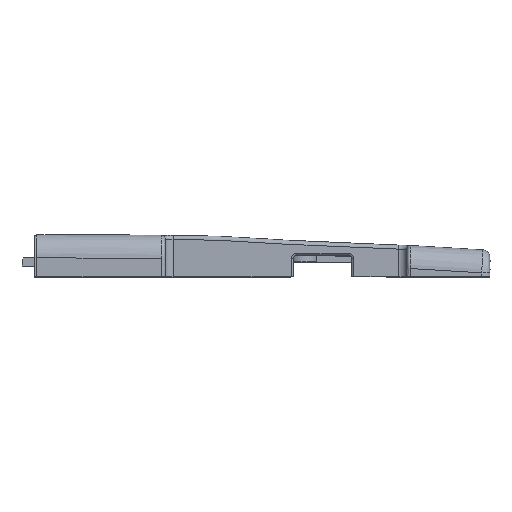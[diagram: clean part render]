
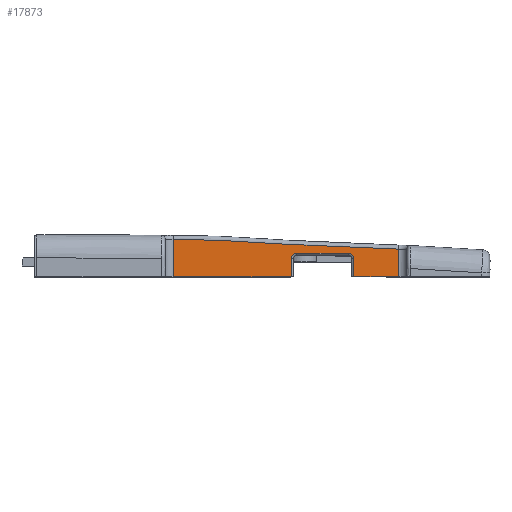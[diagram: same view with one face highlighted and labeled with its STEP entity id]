
A CAD part, top view. The second image highlights one B-rep face of the part: STEP entity #17873.
In plain terms, the highlighted planar face has unit normal (0, 0, 1).
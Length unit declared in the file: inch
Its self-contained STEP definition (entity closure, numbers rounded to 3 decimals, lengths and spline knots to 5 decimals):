
#219 = AXIS2_PLACEMENT_3D ( 'NONE', #26740, #26467, #16204 ) ;
#318 = VECTOR ( 'NONE', #16745, 39.37008 ) ;
#821 = CARTESIAN_POINT ( 'NONE',  ( 0.54907, 0.62321, 0.493 ) ) ;
#884 = CARTESIAN_POINT ( 'NONE',  ( -0.765, 0.405, 0.493 ) ) ;
#921 = CARTESIAN_POINT ( 'NONE',  ( 0.13406, 0.64156, 0.493 ) ) ;
#989 = LINE ( 'NONE', #1695, #318 ) ;
#1126 = CARTESIAN_POINT ( 'NONE',  ( 0.895, 0.405, 0.493 ) ) ;
#1231 = CARTESIAN_POINT ( 'NONE',  ( 0.105, 0.54, 0.493 ) ) ;
#1526 = CARTESIAN_POINT ( 'NONE',  ( 0.525, 0.58, 0.493 ) ) ;
#1695 = CARTESIAN_POINT ( 'NONE',  ( 0.525, 0.58, 0.493 ) ) ;
#1966 = LINE ( 'NONE', #22909, #23853 ) ;
#3034 = CARTESIAN_POINT ( 'NONE',  ( -0.41888, 0.67455, 0.493 ) ) ;
#3130 = CARTESIAN_POINT ( 'NONE',  ( -0.2115, 0.66278, 0.493 ) ) ;
#3231 = CARTESIAN_POINT ( 'NONE',  ( 0.75661, 0.6147, 0.493 ) ) ;
#3316 = CARTESIAN_POINT ( 'NONE',  ( 0.565, 0.405, 0.493 ) ) ;
#3512 = ORIENTED_EDGE ( 'NONE', *, *, #25620, .T. ) ;
#3703 = DIRECTION ( 'NONE',  ( 1., 0., 0. ) ) ;
#4131 = ORIENTED_EDGE ( 'NONE', *, *, #24733, .T. ) ;
#4165 = EDGE_CURVE ( 'NONE', #21019, #7129, #14141, .T. ) ;
#4470 = VERTEX_POINT ( 'NONE', #20559 ) ;
#4619 = ORIENTED_EDGE ( 'NONE', *, *, #14929, .T. ) ;
#4703 = CIRCLE ( 'NONE', #25227, 0.04 ) ;
#4955 = CARTESIAN_POINT ( 'NONE',  ( -0.17694, 0.66074, 0.493 ) ) ;
#5054 = CARTESIAN_POINT ( 'NONE',  ( -0.28062, 0.6669, 0.493 ) ) ;
#5151 = CARTESIAN_POINT ( 'NONE',  ( 0.41069, 0.62836, 0.493 ) ) ;
#5249 = CARTESIAN_POINT ( 'NONE',  ( -0.07326, 0.6546, 0.493 ) ) ;
#5293 = CARTESIAN_POINT ( 'NONE',  ( -0.765, 0.68008, 0.493 ) ) ;
#6031 = VECTOR ( 'NONE', #18906, 39.37008 ) ;
#6366 = CARTESIAN_POINT ( 'NONE',  ( 0.565, 0.405, 0.493 ) ) ;
#6566 = LINE ( 'NONE', #20180, #18502 ) ;
#7129 = VERTEX_POINT ( 'NONE', #1231 ) ;
#7426 = ORIENTED_EDGE ( 'NONE', *, *, #9991, .T. ) ;
#7852 = ORIENTED_EDGE ( 'NONE', *, *, #12130, .T. ) ;
#8027 = LINE ( 'NONE', #8247, #6031 ) ;
#8247 = CARTESIAN_POINT ( 'NONE',  ( -0.825, 0.405, 0.493 ) ) ;
#9371 = CIRCLE ( 'NONE', #27019, 0.04 ) ;
#9396 = DIRECTION ( 'NONE',  ( 1., 0., 0. ) ) ;
#9576 = CARTESIAN_POINT ( 'NONE',  ( 0.895, 0.60963, 0.493 ) ) ;
#9734 = EDGE_LOOP ( 'NONE', ( #7426, #15418, #15097, #3512, #17239, #4619, #7852, #11674, #23786, #4131 ) ) ;
#9991 = EDGE_CURVE ( 'NONE', #12120, #4470, #9371, .T. ) ;
#10234 = CARTESIAN_POINT ( 'NONE',  ( 0.525, 0.54, 0.493 ) ) ;
#11313 = CARTESIAN_POINT ( 'NONE',  ( 0.34149, 0.63071, 0.493 ) ) ;
#11353 = CARTESIAN_POINT ( 'NONE',  ( 0.105, 0.54, 0.493 ) ) ;
#11674 = ORIENTED_EDGE ( 'NONE', *, *, #4165, .T. ) ;
#12106 = B_SPLINE_CURVE_WITH_KNOTS ( 'NONE', 3,
 ( #26319, #17736, #3231, #15964, #821, #5151, #11313, #26600, #921, #15875, #5249, #4955, #3130, #5054, #15692, #3034, #13632, #17923, #13819, #26224, #17826 ),
 .UNSPECIFIED., .F., .F.,
 ( 4, 2, 2, 2, 2, 2, 2, 1, 2, 2, 4 ),
 ( 0., 0.00528, 0.01055, 0.01583, 0.0211, 0.02638, 0.02902, 0.03165, 0.03429, 0.03693, 0.04221 ),
 .UNSPECIFIED. ) ;
#12120 = VERTEX_POINT ( 'NONE', #1526 ) ;
#12130 = EDGE_CURVE ( 'NONE', #26432, #21019, #8027, .T. ) ;
#13028 = VERTEX_POINT ( 'NONE', #1126 ) ;
#13561 = DIRECTION ( 'NONE',  ( 0., 1., 0. ) ) ;
#13632 = CARTESIAN_POINT ( 'NONE',  ( -0.48805, 0.67729, 0.493 ) ) ;
#13819 = CARTESIAN_POINT ( 'NONE',  ( -0.62648, 0.67989, 0.493 ) ) ;
#14075 = EDGE_CURVE ( 'NONE', #7129, #16441, #4703, .T. ) ;
#14141 = LINE ( 'NONE', #11353, #19497 ) ;
#14752 = CARTESIAN_POINT ( 'NONE',  ( -0.765, 0.405, 0.493 ) ) ;
#14929 = EDGE_CURVE ( 'NONE', #19451, #26432, #24944, .T. ) ;
#15097 = ORIENTED_EDGE ( 'NONE', *, *, #24782, .T. ) ;
#15274 = DIRECTION ( 'NONE',  ( 0., -1., 0. ) ) ;
#15418 = ORIENTED_EDGE ( 'NONE', *, *, #20335, .T. ) ;
#15692 = CARTESIAN_POINT ( 'NONE',  ( -0.34974, 0.67107, 0.493 ) ) ;
#15875 = CARTESIAN_POINT ( 'NONE',  ( -0.00415, 0.65036, 0.493 ) ) ;
#15964 = CARTESIAN_POINT ( 'NONE',  ( 0.61825, 0.62028, 0.493 ) ) ;
#16157 = EDGE_CURVE ( 'NONE', #16445, #19451, #12106, .T. ) ;
#16204 = DIRECTION ( 'NONE',  ( 1., 0., 0. ) ) ;
#16441 = VERTEX_POINT ( 'NONE', #22309 ) ;
#16445 = VERTEX_POINT ( 'NONE', #9576 ) ;
#16745 = DIRECTION ( 'NONE',  ( 1., 0., 0. ) ) ;
#17239 = ORIENTED_EDGE ( 'NONE', *, *, #16157, .T. ) ;
#17736 = CARTESIAN_POINT ( 'NONE',  ( 0.82581, 0.61233, 0.493 ) ) ;
#17737 = DIRECTION ( 'NONE',  ( 0., 0., -1. ) ) ;
#17826 = CARTESIAN_POINT ( 'NONE',  ( -0.765, 0.68008, 0.493 ) ) ;
#17873 = ADVANCED_FACE ( 'NONE', ( #26588 ), #24600, .T. ) ;
#17923 = CARTESIAN_POINT ( 'NONE',  ( -0.52265, 0.67822, 0.493 ) ) ;
#18237 = LINE ( 'NONE', #6366, #24237 ) ;
#18502 = VECTOR ( 'NONE', #13561, 39.37008 ) ;
#18906 = DIRECTION ( 'NONE',  ( 1., 0., 0. ) ) ;
#19269 = VECTOR ( 'NONE', #15274, 39.37008 ) ;
#19342 = DIRECTION ( 'NONE',  ( 0., -1., 0. ) ) ;
#19451 = VERTEX_POINT ( 'NONE', #5293 ) ;
#19497 = VECTOR ( 'NONE', #26446, 39.37008 ) ;
#20180 = CARTESIAN_POINT ( 'NONE',  ( 0.895, 0.63718, 0.493 ) ) ;
#20335 = EDGE_CURVE ( 'NONE', #4470, #27114, #18237, .T. ) ;
#20559 = CARTESIAN_POINT ( 'NONE',  ( 0.565, 0.54, 0.493 ) ) ;
#20924 = DIRECTION ( 'NONE',  ( 0., 0., -1. ) ) ;
#21019 = VERTEX_POINT ( 'NONE', #22606 ) ;
#22309 = CARTESIAN_POINT ( 'NONE',  ( 0.145, 0.58, 0.493 ) ) ;
#22606 = CARTESIAN_POINT ( 'NONE',  ( 0.105, 0.405, 0.493 ) ) ;
#22909 = CARTESIAN_POINT ( 'NONE',  ( -0.825, 0.405, 0.493 ) ) ;
#23786 = ORIENTED_EDGE ( 'NONE', *, *, #14075, .T. ) ;
#23853 = VECTOR ( 'NONE', #25042, 39.37008 ) ;
#24237 = VECTOR ( 'NONE', #19342, 39.37008 ) ;
#24363 = CARTESIAN_POINT ( 'NONE',  ( 0.145, 0.54, 0.493 ) ) ;
#24600 = PLANE ( 'NONE',  #219 ) ;
#24733 = EDGE_CURVE ( 'NONE', #16441, #12120, #989, .T. ) ;
#24782 = EDGE_CURVE ( 'NONE', #27114, #13028, #1966, .T. ) ;
#24944 = LINE ( 'NONE', #884, #19269 ) ;
#25042 = DIRECTION ( 'NONE',  ( 1., 0., 0. ) ) ;
#25227 = AXIS2_PLACEMENT_3D ( 'NONE', #24363, #17737, #9396 ) ;
#25620 = EDGE_CURVE ( 'NONE', #13028, #16445, #6566, .T. ) ;
#26224 = CARTESIAN_POINT ( 'NONE',  ( -0.69575, 0.67969, 0.493 ) ) ;
#26319 = CARTESIAN_POINT ( 'NONE',  ( 0.895, 0.60963, 0.493 ) ) ;
#26432 = VERTEX_POINT ( 'NONE', #14752 ) ;
#26446 = DIRECTION ( 'NONE',  ( 0., 1., 0. ) ) ;
#26467 = DIRECTION ( 'NONE',  ( 0., 0., 1. ) ) ;
#26588 = FACE_OUTER_BOUND ( 'NONE', #9734, .T. ) ;
#26600 = CARTESIAN_POINT ( 'NONE',  ( 0.20317, 0.63722, 0.493 ) ) ;
#26740 = CARTESIAN_POINT ( 'NONE',  ( -0.825, 0.985, 0.493 ) ) ;
#27019 = AXIS2_PLACEMENT_3D ( 'NONE', #10234, #20924, #3703 ) ;
#27114 = VERTEX_POINT ( 'NONE', #3316 ) ;
